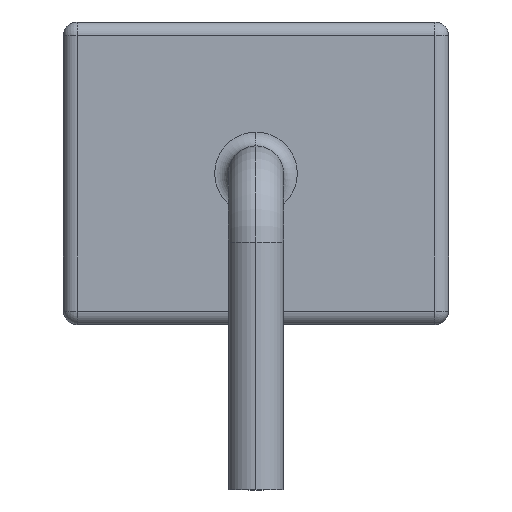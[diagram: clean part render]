
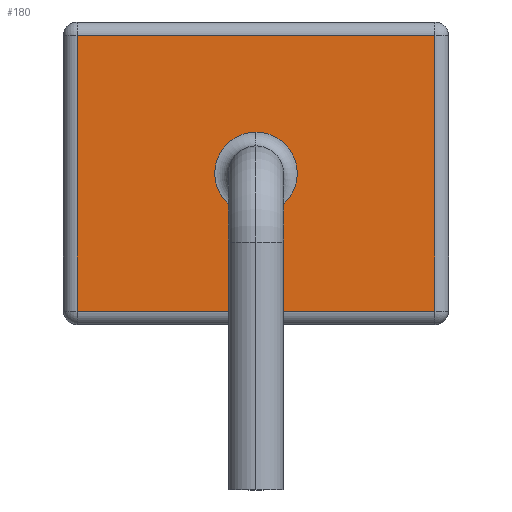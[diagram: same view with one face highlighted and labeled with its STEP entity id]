
A CAD part, left-side view. The second image highlights one B-rep face of the part: STEP entity #180.
In plain terms, the highlighted planar face has unit normal (-1, 0, 0).
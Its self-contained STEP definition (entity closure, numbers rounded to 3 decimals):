
#7 = PLANE ( 'NONE',  #404 ) ;
#19 = VECTOR ( 'NONE', #105, 1000. ) ;
#45 = DIRECTION ( 'NONE',  ( 0., -1., 0. ) ) ;
#55 = CIRCLE ( 'NONE', #200, 0.45 ) ;
#89 = VECTOR ( 'NONE', #164, 1000. ) ;
#98 = CARTESIAN_POINT ( 'NONE',  ( 0., 0., 3.3 ) ) ;
#105 = DIRECTION ( 'NONE',  ( 0., 1., 0. ) ) ;
#139 = CARTESIAN_POINT ( 'NONE',  ( 0., 4.05, 3.15 ) ) ;
#164 = DIRECTION ( 'NONE',  ( 0., 0., -1. ) ) ;
#167 = DIRECTION ( 'NONE',  ( 1., 0., 0. ) ) ;
#180 = ADVANCED_FACE ( 'NONE', ( #840, #289 ), #7, .F. ) ;
#183 = CARTESIAN_POINT ( 'NONE',  ( 0., 2.1, 1.2 ) ) ;
#190 = AXIS2_PLACEMENT_3D ( 'NONE', #692, #167, #774 ) ;
#200 = AXIS2_PLACEMENT_3D ( 'NONE', #288, #903, #383 ) ;
#204 = DIRECTION ( 'NONE',  ( 0., 0., 1. ) ) ;
#217 = CARTESIAN_POINT ( 'NONE',  ( 0., 0.15, 3.15 ) ) ;
#254 = LINE ( 'NONE', #974, #19 ) ;
#288 = CARTESIAN_POINT ( 'NONE',  ( 0., 2.1, 1.65 ) ) ;
#289 = FACE_OUTER_BOUND ( 'NONE', #717, .T. ) ;
#325 = CARTESIAN_POINT ( 'NONE',  ( 0., 4.05, 0.15 ) ) ;
#332 = CARTESIAN_POINT ( 'NONE',  ( 0., 0.15, 0.15 ) ) ;
#339 = CARTESIAN_POINT ( 'NONE',  ( 0., 4.05, 3.3 ) ) ;
#347 = EDGE_LOOP ( 'NONE', ( #957, #559 ) ) ;
#363 = DIRECTION ( 'NONE',  ( 1., 0., 0. ) ) ;
#367 = LINE ( 'NONE', #662, #980 ) ;
#383 = DIRECTION ( 'NONE',  ( 0., 0., -1. ) ) ;
#384 = VERTEX_POINT ( 'NONE', #183 ) ;
#404 = AXIS2_PLACEMENT_3D ( 'NONE', #98, #363, #973 ) ;
#409 = EDGE_CURVE ( 'NONE', #947, #847, #254, .T. ) ;
#514 = CARTESIAN_POINT ( 'NONE',  ( 0., 2.1, 2.1 ) ) ;
#538 = VERTEX_POINT ( 'NONE', #514 ) ;
#555 = CIRCLE ( 'NONE', #190, 0.45 ) ;
#559 = ORIENTED_EDGE ( 'NONE', *, *, #1072, .T. ) ;
#564 = EDGE_CURVE ( 'NONE', #384, #538, #555, .T. ) ;
#578 = ORIENTED_EDGE ( 'NONE', *, *, #588, .T. ) ;
#588 = EDGE_CURVE ( 'NONE', #847, #889, #784, .T. ) ;
#662 = CARTESIAN_POINT ( 'NONE',  ( 0., 0., 0.15 ) ) ;
#692 = CARTESIAN_POINT ( 'NONE',  ( 0., 2.1, 1.65 ) ) ;
#717 = EDGE_LOOP ( 'NONE', ( #578, #827, #1066, #915 ) ) ;
#720 = LINE ( 'NONE', #722, #933 ) ;
#722 = CARTESIAN_POINT ( 'NONE',  ( 0., 0.15, 3.3 ) ) ;
#774 = DIRECTION ( 'NONE',  ( 0., 0., -1. ) ) ;
#784 = LINE ( 'NONE', #339, #89 ) ;
#812 = EDGE_CURVE ( 'NONE', #889, #894, #367, .T. ) ;
#827 = ORIENTED_EDGE ( 'NONE', *, *, #812, .T. ) ;
#840 = FACE_BOUND ( 'NONE', #347, .T. ) ;
#847 = VERTEX_POINT ( 'NONE', #139 ) ;
#889 = VERTEX_POINT ( 'NONE', #325 ) ;
#894 = VERTEX_POINT ( 'NONE', #332 ) ;
#903 = DIRECTION ( 'NONE',  ( 1., 0., 0. ) ) ;
#915 = ORIENTED_EDGE ( 'NONE', *, *, #409, .T. ) ;
#933 = VECTOR ( 'NONE', #204, 1000. ) ;
#947 = VERTEX_POINT ( 'NONE', #217 ) ;
#957 = ORIENTED_EDGE ( 'NONE', *, *, #564, .T. ) ;
#973 = DIRECTION ( 'NONE',  ( 0., 0., -1. ) ) ;
#974 = CARTESIAN_POINT ( 'NONE',  ( 0., 0., 3.15 ) ) ;
#980 = VECTOR ( 'NONE', #45, 1000. ) ;
#1066 = ORIENTED_EDGE ( 'NONE', *, *, #1092, .T. ) ;
#1072 = EDGE_CURVE ( 'NONE', #538, #384, #55, .T. ) ;
#1092 = EDGE_CURVE ( 'NONE', #894, #947, #720, .T. ) ;
